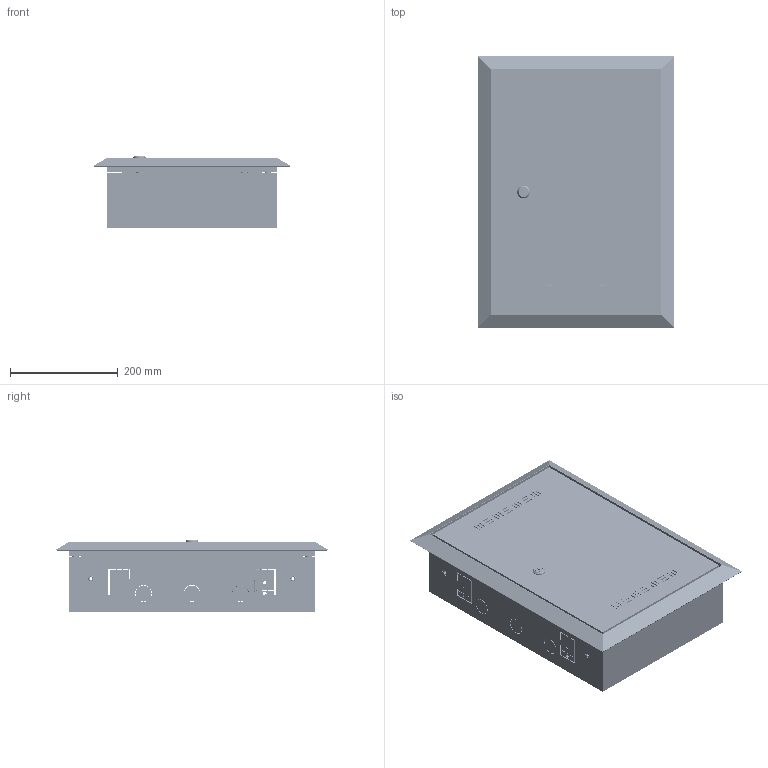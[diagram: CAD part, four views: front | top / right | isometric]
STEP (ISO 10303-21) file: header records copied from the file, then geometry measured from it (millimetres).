
FILE_DESCRIPTION (( 'STEP AP214' ), '1' );
FILE_NAME ('TI5-51-V-024-30 TITAN 5 Êîðïóñ ìóëüòèìåäèà ÙÐâ-24 (1õ24) áåëûé IEK.STEP', '2024-12-06T13:11:11', ( '' ), ( '' ), 'SwSTEP 2.0', 'SolidWorks 2022', '' );
FILE_SCHEMA (( 'AUTOMOTIVE_DESIGN' ));
Length unit declared in the file: millimetre
Products named in the file (1): TI5-51-V-024-30 TITAN 5 Корпус мультимедиа ЩРв-24 (1х24) белый IEK
Bounding box: 365.36 x 505.7 x 134.7 mm (x, y, z)
Volume: 1012484.4 mm3; surface area: 1786597.8 mm2
Topology: 38 solids, 44 shells, 7476 faces, 20480 edges, 13253 vertices
Faces by surface type: plane 3648, cylinder 2508, cone 528, bspline 472, torus 275, sphere 45
Entity records: 363071 total; most frequent: CARTESIAN_POINT 88948, ORIENTED_EDGE 40920, DIRECTION 38194, EDGE_CURVE 20460, AXIS2_PLACEMENT_3D 13272, VERTEX_POINT 13253, VECTOR 11650, LINE 11650
